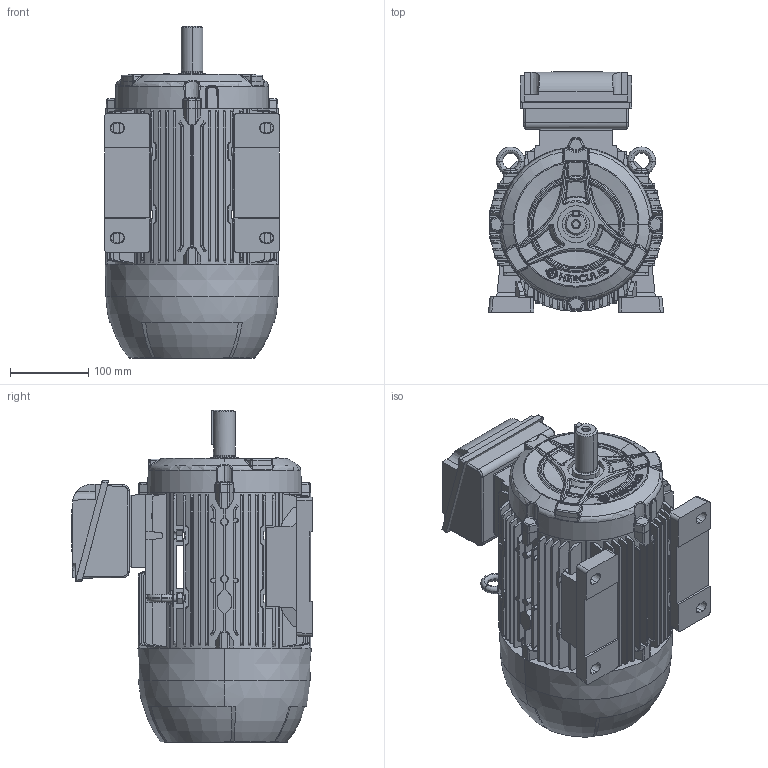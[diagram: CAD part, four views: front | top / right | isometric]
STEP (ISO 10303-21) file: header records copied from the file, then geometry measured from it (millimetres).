
FILE_DESCRIPTION (( 'STEP AP203' ), '1' );
FILE_NAME ('112L_CP_ST_TOP.STEP', '2022-06-29T10:59:58', ( '' ), ( '' ), 'SwSTEP 2.0', 'SolidWorks 2020', '' );
FILE_SCHEMA (( 'CONFIG_CONTROL_DESIGN' ));
Length unit declared in the file: millimetre
Products named in the file (1): 112L_CP_ST_TOP
Bounding box: 222.99 x 306.69 x 423.2 mm (x, y, z)
Surface area: 743553.5 mm2 (no closed solid volume)
Topology: 0 solids, 15 shells, 2082 faces, 6391 edges, 4249 vertices
Faces by surface type: plane 961, cylinder 380, bspline 301, cone 267, torus 132, sphere 41
Entity records: 86227 total; most frequent: CARTESIAN_POINT 35276, ORIENTED_EDGE 11258, DIRECTION 9013, EDGE_CURVE 6383, VERTEX_POINT 4249, AXIS2_PLACEMENT_3D 3071, VECTOR 2871, LINE 2871
